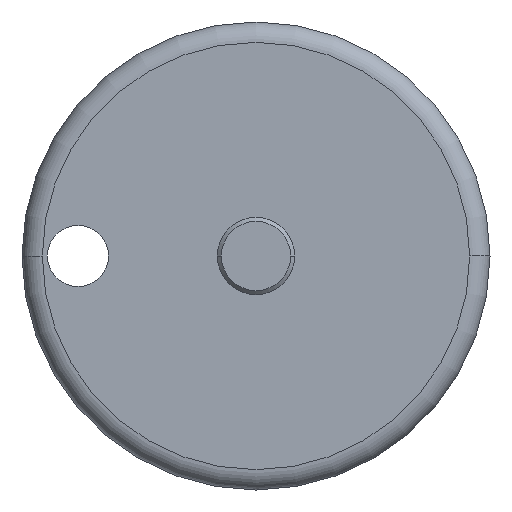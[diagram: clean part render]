
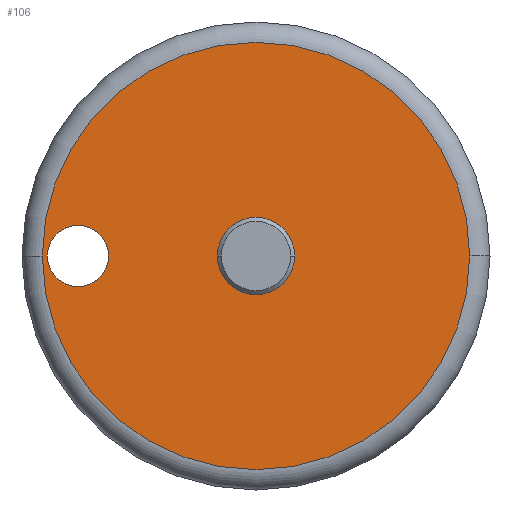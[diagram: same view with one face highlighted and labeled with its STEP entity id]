
A CAD part, left-side view. The second image highlights one B-rep face of the part: STEP entity #106.
In plain terms, the highlighted planar face has unit normal (-1, 0, 0).
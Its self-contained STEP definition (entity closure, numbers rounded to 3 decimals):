
#39 = CARTESIAN_POINT ( 'NONE',  ( -72.681, 10.971, 0. ) ) ;
#42 = DIRECTION ( 'NONE',  ( -1., 0., 0. ) ) ;
#50 = FACE_BOUND ( 'NONE', #181, .T. ) ;
#66 = PLANE ( 'NONE',  #677 ) ;
#76 = EDGE_CURVE ( 'NONE', #980, #436, #641, .T. ) ;
#79 = DIRECTION ( 'NONE',  ( -1., 0., 0. ) ) ;
#81 = EDGE_LOOP ( 'NONE', ( #126, #648 ) ) ;
#106 = ADVANCED_FACE ( 'NONE', ( #130, #691, #50 ), #66, .F. ) ;
#108 = AXIS2_PLACEMENT_3D ( 'NONE', #682, #518, #114 ) ;
#114 = DIRECTION ( 'NONE',  ( 0., 1., 0. ) ) ;
#126 = ORIENTED_EDGE ( 'NONE', *, *, #924, .T. ) ;
#130 = FACE_BOUND ( 'NONE', #81, .T. ) ;
#142 = CARTESIAN_POINT ( 'NONE',  ( -72.681, 0.721, 0. ) ) ;
#181 = EDGE_LOOP ( 'NONE', ( #625, #420 ) ) ;
#202 = DIRECTION ( 'NONE',  ( 0., 1., 0. ) ) ;
#210 = CIRCLE ( 'NONE', #261, 1.9 ) ;
#241 = CARTESIAN_POINT ( 'NONE',  ( -72.681, 9.471, 0. ) ) ;
#249 = DIRECTION ( 'NONE',  ( 0., 1., 0. ) ) ;
#251 = EDGE_CURVE ( 'NONE', #470, #425, #1018, .T. ) ;
#261 = AXIS2_PLACEMENT_3D ( 'NONE', #920, #1003, #681 ) ;
#264 = AXIS2_PLACEMENT_3D ( 'NONE', #241, #820, #408 ) ;
#274 = EDGE_CURVE ( 'NONE', #735, #632, #210, .T. ) ;
#294 = CARTESIAN_POINT ( 'NONE',  ( -72.681, 12.221, 0. ) ) ;
#331 = AXIS2_PLACEMENT_3D ( 'NONE', #142, #42, #462 ) ;
#361 = CIRCLE ( 'NONE', #392, 10.5 ) ;
#370 = DIRECTION ( 'NONE',  ( 1., 0., 0. ) ) ;
#392 = AXIS2_PLACEMENT_3D ( 'NONE', #812, #79, #249 ) ;
#408 = DIRECTION ( 'NONE',  ( 0., 1., 0. ) ) ;
#420 = ORIENTED_EDGE ( 'NONE', *, *, #274, .F. ) ;
#425 = VERTEX_POINT ( 'NONE', #39 ) ;
#436 = VERTEX_POINT ( 'NONE', #605 ) ;
#462 = DIRECTION ( 'NONE',  ( 0., -1., 0. ) ) ;
#470 = VERTEX_POINT ( 'NONE', #797 ) ;
#488 = CARTESIAN_POINT ( 'NONE',  ( -72.681, -9.779, 0. ) ) ;
#501 = ORIENTED_EDGE ( 'NONE', *, *, #76, .T. ) ;
#518 = DIRECTION ( 'NONE',  ( 1., 0., 0. ) ) ;
#557 = CIRCLE ( 'NONE', #264, 1.5 ) ;
#574 = CARTESIAN_POINT ( 'NONE',  ( -72.681, 2.621, 0. ) ) ;
#577 = AXIS2_PLACEMENT_3D ( 'NONE', #937, #770, #202 ) ;
#605 = CARTESIAN_POINT ( 'NONE',  ( -72.681, 11.221, 0. ) ) ;
#610 = ORIENTED_EDGE ( 'NONE', *, *, #1002, .T. ) ;
#612 = CARTESIAN_POINT ( 'NONE',  ( -72.681, -1.179, 0. ) ) ;
#625 = ORIENTED_EDGE ( 'NONE', *, *, #844, .F. ) ;
#632 = VERTEX_POINT ( 'NONE', #612 ) ;
#641 = CIRCLE ( 'NONE', #577, 10.5 ) ;
#648 = ORIENTED_EDGE ( 'NONE', *, *, #251, .T. ) ;
#677 = AXIS2_PLACEMENT_3D ( 'NONE', #294, #370, #1006 ) ;
#679 = CIRCLE ( 'NONE', #331, 1.9 ) ;
#681 = DIRECTION ( 'NONE',  ( 0., -1., 0. ) ) ;
#682 = CARTESIAN_POINT ( 'NONE',  ( -72.681, 9.471, 0. ) ) ;
#691 = FACE_OUTER_BOUND ( 'NONE', #964, .T. ) ;
#735 = VERTEX_POINT ( 'NONE', #574 ) ;
#770 = DIRECTION ( 'NONE',  ( -1., 0., 0. ) ) ;
#797 = CARTESIAN_POINT ( 'NONE',  ( -72.681, 7.971, 0. ) ) ;
#812 = CARTESIAN_POINT ( 'NONE',  ( -72.681, 0.721, 0. ) ) ;
#820 = DIRECTION ( 'NONE',  ( 1., 0., 0. ) ) ;
#844 = EDGE_CURVE ( 'NONE', #632, #735, #679, .T. ) ;
#920 = CARTESIAN_POINT ( 'NONE',  ( -72.681, 0.721, 0. ) ) ;
#924 = EDGE_CURVE ( 'NONE', #425, #470, #557, .T. ) ;
#937 = CARTESIAN_POINT ( 'NONE',  ( -72.681, 0.721, 0. ) ) ;
#964 = EDGE_LOOP ( 'NONE', ( #610, #501 ) ) ;
#980 = VERTEX_POINT ( 'NONE', #488 ) ;
#1002 = EDGE_CURVE ( 'NONE', #436, #980, #361, .T. ) ;
#1003 = DIRECTION ( 'NONE',  ( -1., 0., 0. ) ) ;
#1006 = DIRECTION ( 'NONE',  ( 0., 1., 0. ) ) ;
#1018 = CIRCLE ( 'NONE', #108, 1.5 ) ;
